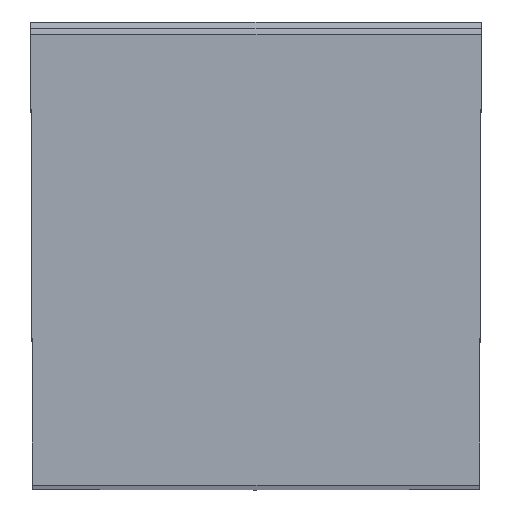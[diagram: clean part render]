
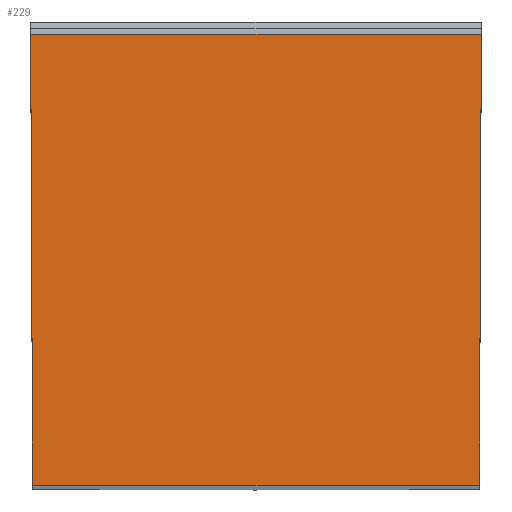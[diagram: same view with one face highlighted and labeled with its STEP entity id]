
A CAD part, top view. The second image highlights one B-rep face of the part: STEP entity #229.
In plain terms, the highlighted planar face has unit normal (0, 0, 1).
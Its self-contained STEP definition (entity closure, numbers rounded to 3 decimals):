
#229=ADVANCED_FACE('CU_BACK_SU1',(#368),#318,.F.);
#318=PLANE('',#1761);
#368=FACE_OUTER_BOUND('',#448,.T.);
#448=EDGE_LOOP('',(#616,#617,#618,#619));
#616=ORIENTED_EDGE('',*,*,#1204,.F.);
#617=ORIENTED_EDGE('',*,*,#1222,.T.);
#618=ORIENTED_EDGE('',*,*,#1201,.T.);
#619=ORIENTED_EDGE('',*,*,#1223,.T.);
#1043=VERTEX_POINT('',#2363);
#1049=VERTEX_POINT('',#2375);
#1052=VERTEX_POINT('',#2382);
#1053=VERTEX_POINT('',#2384);
#1201=EDGE_CURVE('',#1043,#1049,#1428,.T.);
#1204=EDGE_CURVE('',#1052,#1053,#1431,.T.);
#1222=EDGE_CURVE('',#1052,#1043,#1446,.T.);
#1223=EDGE_CURVE('',#1049,#1053,#1447,.T.);
#1428=LINE('',#2376,#1553);
#1431=LINE('',#2383,#1556);
#1446=LINE('',#2418,#1571);
#1447=LINE('',#2419,#1572);
#1553=VECTOR('',#1922,1.);
#1556=VECTOR('',#1927,1.);
#1571=VECTOR('',#1952,1.);
#1572=VECTOR('',#1953,1.);
#1761=AXIS2_PLACEMENT_3D('',#2420,#1954,#1955);
#1922=DIRECTION('',(0.004,1.,0.));
#1927=DIRECTION('',(-0.004,1.,0.));
#1952=DIRECTION('',(1.,0.,0.));
#1953=DIRECTION('',(-1.,0.,0.));
#1954=DIRECTION('',(0.,0.,-1.));
#1955=DIRECTION('',(0.,-1.,0.));
#2363=CARTESIAN_POINT('',(-0.087,0.,0.));
#2375=CARTESIAN_POINT('',(0.,19.875,0.));
#2376=CARTESIAN_POINT('',(0.088,39.975,0.));
#2382=CARTESIAN_POINT('',(-19.788,0.,0.));
#2383=CARTESIAN_POINT('',(-19.961,39.688,0.));
#2384=CARTESIAN_POINT('',(-19.875,19.875,0.));
#2418=CARTESIAN_POINT('',(22.994,0.,0.));
#2419=CARTESIAN_POINT('',(22.994,19.875,0.));
#2420=CARTESIAN_POINT('',(22.994,39.875,0.));
